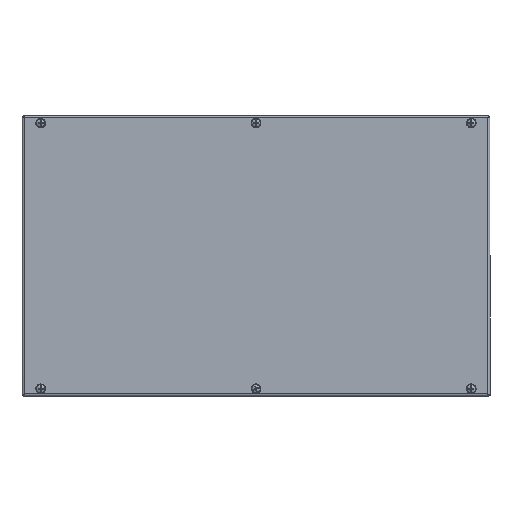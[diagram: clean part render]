
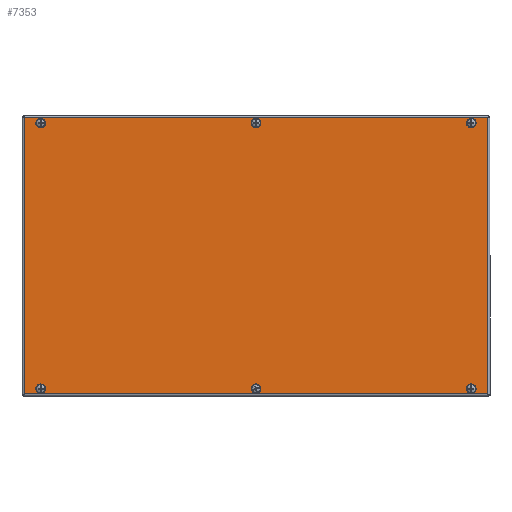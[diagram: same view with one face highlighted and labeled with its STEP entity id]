
A CAD part, top view. The second image highlights one B-rep face of the part: STEP entity #7353.
In plain terms, the highlighted face is planar.
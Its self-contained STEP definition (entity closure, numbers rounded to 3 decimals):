
#3 = CARTESIAN_POINT ( 'NONE',  ( -234., -142., 0. ) ) ;
#80 = ORIENTED_EDGE ( 'NONE', *, *, #2063, .T. ) ;
#285 = EDGE_LOOP ( 'NONE', ( #4401 ) ) ;
#1030 = CIRCLE ( 'NONE', #13073, 4. ) ;
#1152 = ORIENTED_EDGE ( 'NONE', *, *, #7288, .T. ) ;
#1542 = AXIS2_PLACEMENT_3D ( 'NONE', #11163, #11149, #11142 ) ;
#1545 = CARTESIAN_POINT ( 'NONE',  ( -247.5, -147.5, 0. ) ) ;
#1819 = DIRECTION ( 'NONE',  ( -1., 0., 0. ) ) ;
#1841 = DIRECTION ( 'NONE',  ( 0., 0., -1. ) ) ;
#1876 = CARTESIAN_POINT ( 'NONE',  ( 230., 142., 0. ) ) ;
#1893 = CARTESIAN_POINT ( 'NONE',  ( 226., 142., 0. ) ) ;
#2063 = EDGE_CURVE ( 'NONE', #8030, #15399, #13361, .T. ) ;
#2107 = FACE_BOUND ( 'NONE', #2343, .T. ) ;
#2116 = CARTESIAN_POINT ( 'NONE',  ( 234., -142., 0. ) ) ;
#2186 = DIRECTION ( 'NONE',  ( 1., 0., 0. ) ) ;
#2218 = DIRECTION ( 'NONE',  ( 0., 0., 1. ) ) ;
#2247 = CARTESIAN_POINT ( 'NONE',  ( -4., -142., 0. ) ) ;
#2259 = CARTESIAN_POINT ( 'NONE',  ( -4., 142., 0. ) ) ;
#2343 = EDGE_LOOP ( 'NONE', ( #4903 ) ) ;
#2391 = PLANE ( 'NONE',  #16080 ) ;
#2453 = CARTESIAN_POINT ( 'NONE',  ( -226., 142., 0. ) ) ;
#2493 = CARTESIAN_POINT ( 'NONE',  ( -250., 150., 0. ) ) ;
#2500 = CIRCLE ( 'NONE', #1542, 4. ) ;
#2785 = DIRECTION ( 'NONE',  ( -1., 0., 0. ) ) ;
#2901 = CARTESIAN_POINT ( 'NONE',  ( 248.743, -147.5, 0. ) ) ;
#3019 = DIRECTION ( 'NONE',  ( -1., 0., 0. ) ) ;
#3109 = EDGE_LOOP ( 'NONE', ( #1152, #80, #6176, #5837 ) ) ;
#3174 = DIRECTION ( 'NONE',  ( 0., 0., -1. ) ) ;
#3191 = CARTESIAN_POINT ( 'NONE',  ( -230., -142., 0. ) ) ;
#3220 = CARTESIAN_POINT ( 'NONE',  ( -230., 142., 0. ) ) ;
#3237 = DIRECTION ( 'NONE',  ( 0., 0., -1. ) ) ;
#3318 = DIRECTION ( 'NONE',  ( 1., 0., 0. ) ) ;
#3896 = CARTESIAN_POINT ( 'NONE',  ( 247.5, -147.5, 0. ) ) ;
#4092 = ORIENTED_EDGE ( 'NONE', *, *, #7384, .F. ) ;
#4280 = VERTEX_POINT ( 'NONE', #6795 ) ;
#4319 = ORIENTED_EDGE ( 'NONE', *, *, #4756, .F. ) ;
#4401 = ORIENTED_EDGE ( 'NONE', *, *, #9293, .F. ) ;
#4756 = EDGE_CURVE ( 'NONE', #7975, #7975, #11414, .T. ) ;
#4832 = ORIENTED_EDGE ( 'NONE', *, *, #6423, .F. ) ;
#4903 = ORIENTED_EDGE ( 'NONE', *, *, #4983, .F. ) ;
#4983 = EDGE_CURVE ( 'NONE', #7877, #7877, #11034, .T. ) ;
#4988 = EDGE_CURVE ( 'NONE', #7873, #7873, #10971, .T. ) ;
#5051 = AXIS2_PLACEMENT_3D ( 'NONE', #14818, #14690, #14916 ) ;
#5130 = AXIS2_PLACEMENT_3D ( 'NONE', #13538, #13519, #12552 ) ;
#5234 = ORIENTED_EDGE ( 'NONE', *, *, #4988, .F. ) ;
#5558 = DIRECTION ( 'NONE',  ( 1., 0., 0. ) ) ;
#5713 = CIRCLE ( 'NONE', #16053, 4. ) ;
#5739 = FACE_OUTER_BOUND ( 'NONE', #3109, .T. ) ;
#5789 = FACE_BOUND ( 'NONE', #9566, .T. ) ;
#5803 = FACE_BOUND ( 'NONE', #14759, .T. ) ;
#5820 = FACE_BOUND ( 'NONE', #11608, .T. ) ;
#5837 = ORIENTED_EDGE ( 'NONE', *, *, #9985, .T. ) ;
#5847 = FACE_BOUND ( 'NONE', #12941, .T. ) ;
#5940 = VECTOR ( 'NONE', #2785, 1000. ) ;
#6018 = FACE_BOUND ( 'NONE', #285, .T. ) ;
#6042 = LINE ( 'NONE', #2901, #5940 ) ;
#6061 = CARTESIAN_POINT ( 'NONE',  ( -248.743, 147.5, 0. ) ) ;
#6176 = ORIENTED_EDGE ( 'NONE', *, *, #16172, .T. ) ;
#6423 = EDGE_CURVE ( 'NONE', #7752, #7752, #2500, .T. ) ;
#6795 = CARTESIAN_POINT ( 'NONE',  ( 247.5, 147.5, 0. ) ) ;
#6858 = VERTEX_POINT ( 'NONE', #3 ) ;
#7238 = CARTESIAN_POINT ( 'NONE',  ( 247.5, 148.743, 0. ) ) ;
#7288 = EDGE_CURVE ( 'NONE', #15470, #8030, #6042, .T. ) ;
#7302 = DIRECTION ( 'NONE',  ( 0., -1., 0. ) ) ;
#7353 = ADVANCED_FACE ( 'NONE', ( #5820, #2107, #5847, #6018, #5803, #5789, #5739 ), #2391, .F. ) ;
#7384 = EDGE_CURVE ( 'NONE', #7646, #7646, #5713, .T. ) ;
#7646 = VERTEX_POINT ( 'NONE', #1893 ) ;
#7752 = VERTEX_POINT ( 'NONE', #2116 ) ;
#7873 = VERTEX_POINT ( 'NONE', #2247 ) ;
#7877 = VERTEX_POINT ( 'NONE', #2259 ) ;
#7975 = VERTEX_POINT ( 'NONE', #2453 ) ;
#8030 = VERTEX_POINT ( 'NONE', #1545 ) ;
#8351 = CARTESIAN_POINT ( 'NONE',  ( -247.5, -148.743, 0. ) ) ;
#9293 = EDGE_CURVE ( 'NONE', #6858, #6858, #1030, .T. ) ;
#9566 = EDGE_LOOP ( 'NONE', ( #4092 ) ) ;
#9985 = EDGE_CURVE ( 'NONE', #4280, #15470, #11885, .T. ) ;
#10042 = DIRECTION ( 'NONE',  ( 0., 1., 0. ) ) ;
#10971 = CIRCLE ( 'NONE', #5130, 4. ) ;
#11034 = CIRCLE ( 'NONE', #5051, 4. ) ;
#11142 = DIRECTION ( 'NONE',  ( 1., 0., 0. ) ) ;
#11149 = DIRECTION ( 'NONE',  ( 0., 0., -1. ) ) ;
#11163 = CARTESIAN_POINT ( 'NONE',  ( 230., -142., 0. ) ) ;
#11414 = CIRCLE ( 'NONE', #11875, 4. ) ;
#11608 = EDGE_LOOP ( 'NONE', ( #5234 ) ) ;
#11649 = VECTOR ( 'NONE', #7302, 1000. ) ;
#11875 = AXIS2_PLACEMENT_3D ( 'NONE', #3220, #3237, #3318 ) ;
#11885 = LINE ( 'NONE', #7238, #11649 ) ;
#12178 = VECTOR ( 'NONE', #10042, 1000. ) ;
#12552 = DIRECTION ( 'NONE',  ( -1., 0., 0. ) ) ;
#12941 = EDGE_LOOP ( 'NONE', ( #4832 ) ) ;
#13071 = LINE ( 'NONE', #6061, #13249 ) ;
#13073 = AXIS2_PLACEMENT_3D ( 'NONE', #3191, #3174, #3019 ) ;
#13249 = VECTOR ( 'NONE', #5558, 1000. ) ;
#13361 = LINE ( 'NONE', #8351, #12178 ) ;
#13371 = CARTESIAN_POINT ( 'NONE',  ( -247.5, 147.5, 0. ) ) ;
#13519 = DIRECTION ( 'NONE',  ( 0., 0., -1. ) ) ;
#13538 = CARTESIAN_POINT ( 'NONE',  ( 0., -142., 0. ) ) ;
#14690 = DIRECTION ( 'NONE',  ( 0., 0., -1. ) ) ;
#14759 = EDGE_LOOP ( 'NONE', ( #4319 ) ) ;
#14818 = CARTESIAN_POINT ( 'NONE',  ( 0., 142., 0. ) ) ;
#14916 = DIRECTION ( 'NONE',  ( -1., 0., 0. ) ) ;
#15399 = VERTEX_POINT ( 'NONE', #13371 ) ;
#15470 = VERTEX_POINT ( 'NONE', #3896 ) ;
#16053 = AXIS2_PLACEMENT_3D ( 'NONE', #1876, #1841, #1819 ) ;
#16080 = AXIS2_PLACEMENT_3D ( 'NONE', #2493, #2218, #2186 ) ;
#16172 = EDGE_CURVE ( 'NONE', #15399, #4280, #13071, .T. ) ;
